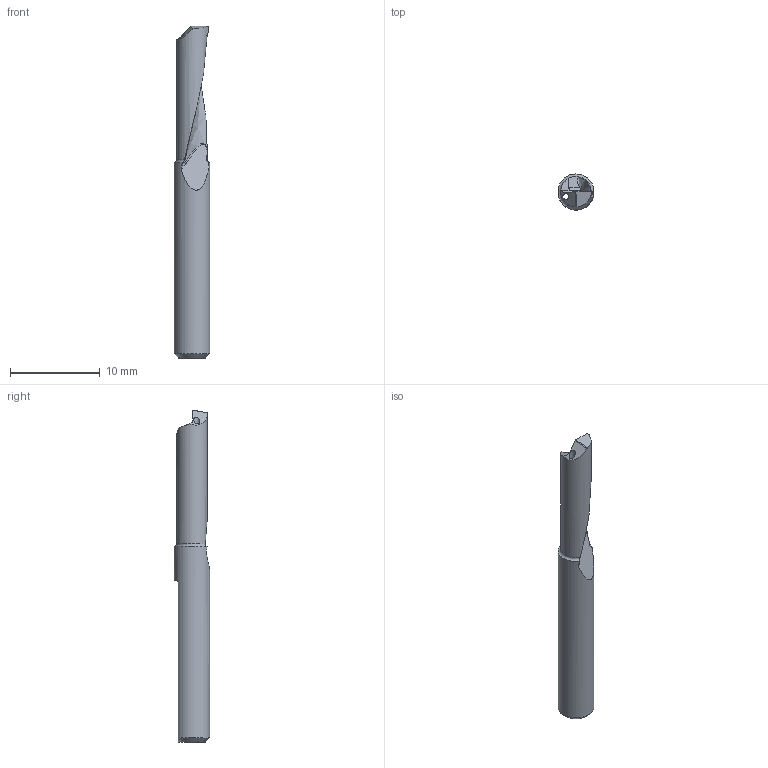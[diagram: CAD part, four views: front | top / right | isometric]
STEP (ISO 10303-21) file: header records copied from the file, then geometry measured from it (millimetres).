
FILE_DESCRIPTION (( 'STEP AP203' ), '1' );
FILE_NAME ('RDT.4-15R10.step', '2024-06-06T07:30:52', ( '' ), ( '' ), 'SwSTEP 2.0', 'SolidWorks 2022', '' );
FILE_SCHEMA (( 'CONFIG_CONTROL_DESIGN' ));
Length unit declared in the file: millimetre
Products named in the file (1): RDT.4-15R10
Bounding box: 4 x 4 x 37 mm (x, y, z)
Volume: 341.6 mm3; surface area: 516.3 mm2
Topology: 1 solids, 1 shells, 29 faces, 81 edges, 53 vertices
Faces by surface type: plane 12, cylinder 9, bspline 5, torus 2, cone 1
Full cylindrical faces by diameter (mm): 0.7 x1, 4 x1
Entity records: 1413 total; most frequent: CARTESIAN_POINT 733, ORIENTED_EDGE 154, DIRECTION 87, EDGE_CURVE 77, VERTEX_POINT 51, AXIS2_PLACEMENT_3D 33, EDGE_LOOP 32, FACE_OUTER_BOUND 31
